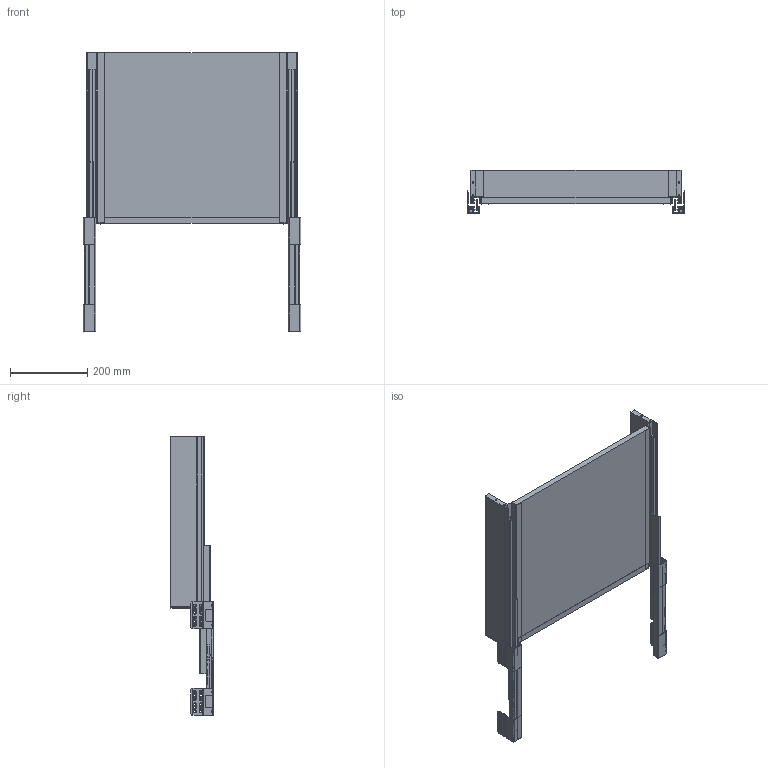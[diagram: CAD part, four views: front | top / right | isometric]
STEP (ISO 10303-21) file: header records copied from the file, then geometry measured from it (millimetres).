
FILE_DESCRIPTION (( 'STEP AP214' ), '1' );
FILE_NAME ('SB1900-A01-´ò¿ª.STEP', '2022-07-19T08:41:46', ( '' ), ( '' ), 'SwSTEP 2.0', 'SolidWorks 2017', '' );
FILE_SCHEMA (( 'AUTOMOTIVE_DESIGN' ));
Length unit declared in the file: millimetre
Products named in the file (7): SB1900-A01-湖羲; 菁啣; SB1900-A01-450-耜堆-酘; SB18&19-450-賑寢-酘_嶺堤; SB18&19-450-賑寢-衵_嶺堤; 掖啣A; SB1900-A01-450-耜堆-衵
Assembly tree (6 placements, depth 2):
  SB1900-A01-湖羲
    菁啣
    SB1900-A01-450-耜堆-衵
    SB18&19-450-賑寢-衵_嶺堤
    掖啣A
    SB1900-A01-450-耜堆-酘
    SB18&19-450-賑寢-酘_嶺堤
Bounding box: 564 x 112.5 x 721.5 mm (x, y, z)
Volume: 5096030.8 mm3; surface area: 1151690.4 mm2
Topology: 16 solids, 66 shells, 1842 faces, 4724 edges, 3022 vertices
Faces by surface type: plane 998, cylinder 512, cone 202, bspline 126, torus 4
Entity records: 60995 total; most frequent: CARTESIAN_POINT 16995, ORIENTED_EDGE 9392, DIRECTION 8490, EDGE_CURVE 4696, LINE 3068, VECTOR 3068, VERTEX_POINT 3022, AXIS2_PLACEMENT_3D 2711
